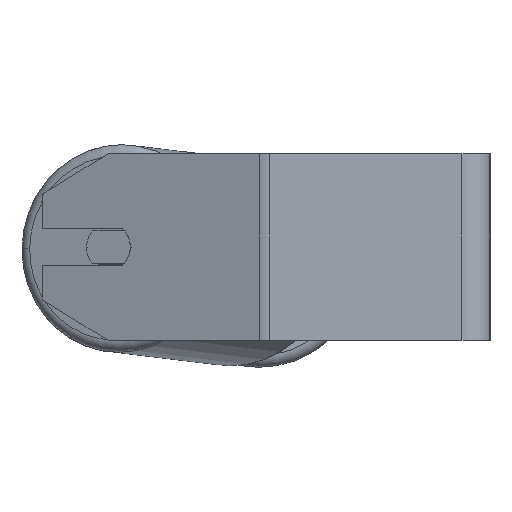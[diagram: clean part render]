
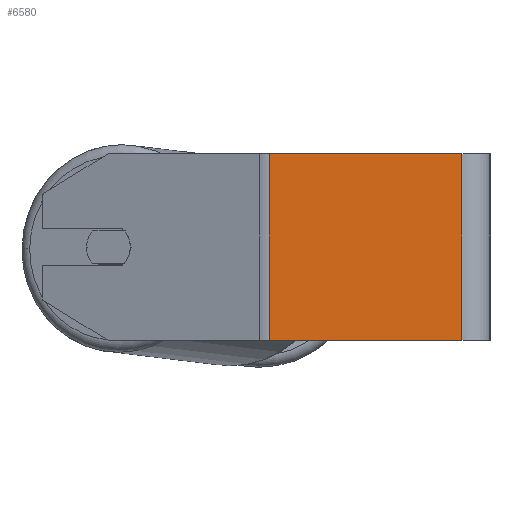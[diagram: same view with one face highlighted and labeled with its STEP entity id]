
A CAD part, left-side view. The second image highlights one B-rep face of the part: STEP entity #6580.
In plain terms, the highlighted planar face has unit normal (-1, 0, 0).
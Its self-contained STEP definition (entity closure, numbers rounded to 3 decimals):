
#101 = DIRECTION ( 'NONE',  ( 0., -1., 0. ) ) ;
#214 = VERTEX_POINT ( 'NONE', #2570 ) ;
#272 = CARTESIAN_POINT ( 'NONE',  ( -285., 12., -40. ) ) ;
#399 = DIRECTION ( 'NONE',  ( 0., -1., 0. ) ) ;
#636 = LINE ( 'NONE', #8156, #3764 ) ;
#1061 = LINE ( 'NONE', #6992, #7165 ) ;
#1215 = FACE_OUTER_BOUND ( 'NONE', #8507, .T. ) ;
#1532 = VECTOR ( 'NONE', #5965, 1000. ) ;
#1834 = PLANE ( 'NONE',  #2206 ) ;
#2001 = CARTESIAN_POINT ( 'NONE',  ( -285., 94.463, 40. ) ) ;
#2206 = AXIS2_PLACEMENT_3D ( 'NONE', #6531, #5167, #3923 ) ;
#2326 = CARTESIAN_POINT ( 'NONE',  ( -285., 94.463, -40. ) ) ;
#2363 = EDGE_CURVE ( 'NONE', #2502, #7427, #8645, .T. ) ;
#2502 = VERTEX_POINT ( 'NONE', #2001 ) ;
#2570 = CARTESIAN_POINT ( 'NONE',  ( -285., 12., 40. ) ) ;
#2725 = DIRECTION ( 'NONE',  ( 0., 0., -1. ) ) ;
#3261 = EDGE_CURVE ( 'NONE', #214, #8308, #4140, .T. ) ;
#3739 = ORIENTED_EDGE ( 'NONE', *, *, #2363, .T. ) ;
#3764 = VECTOR ( 'NONE', #101, 1000. ) ;
#3923 = DIRECTION ( 'NONE',  ( 0., 0., -1. ) ) ;
#4140 = LINE ( 'NONE', #7593, #5961 ) ;
#5167 = DIRECTION ( 'NONE',  ( 1., 0., 0. ) ) ;
#5337 = ORIENTED_EDGE ( 'NONE', *, *, #6827, .F. ) ;
#5877 = CARTESIAN_POINT ( 'NONE',  ( -285., 94.463, 40. ) ) ;
#5961 = VECTOR ( 'NONE', #2725, 1000. ) ;
#5965 = DIRECTION ( 'NONE',  ( 0., 0., -1. ) ) ;
#6155 = ORIENTED_EDGE ( 'NONE', *, *, #3261, .F. ) ;
#6531 = CARTESIAN_POINT ( 'NONE',  ( -285., 96.579, 40. ) ) ;
#6580 = ADVANCED_FACE ( 'NONE', ( #1215 ), #1834, .F. ) ;
#6827 = EDGE_CURVE ( 'NONE', #2502, #214, #1061, .T. ) ;
#6992 = CARTESIAN_POINT ( 'NONE',  ( -285., 96.579, 40. ) ) ;
#7165 = VECTOR ( 'NONE', #399, 1000. ) ;
#7427 = VERTEX_POINT ( 'NONE', #2326 ) ;
#7593 = CARTESIAN_POINT ( 'NONE',  ( -285., 12., 40. ) ) ;
#7742 = EDGE_CURVE ( 'NONE', #7427, #8308, #636, .T. ) ;
#8156 = CARTESIAN_POINT ( 'NONE',  ( -285., 96.579, -40. ) ) ;
#8284 = ORIENTED_EDGE ( 'NONE', *, *, #7742, .T. ) ;
#8308 = VERTEX_POINT ( 'NONE', #272 ) ;
#8507 = EDGE_LOOP ( 'NONE', ( #8284, #6155, #5337, #3739 ) ) ;
#8645 = LINE ( 'NONE', #5877, #1532 ) ;
